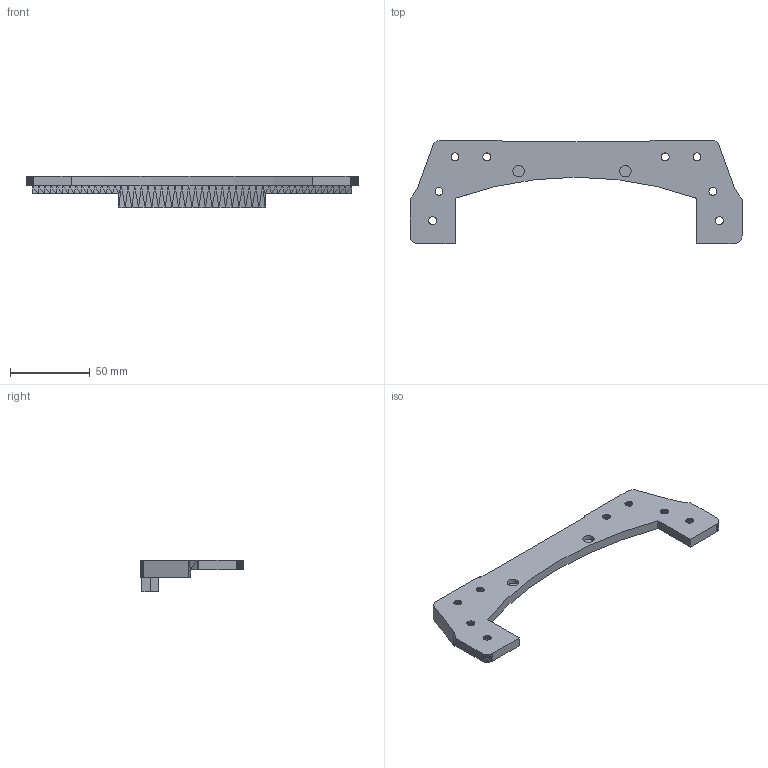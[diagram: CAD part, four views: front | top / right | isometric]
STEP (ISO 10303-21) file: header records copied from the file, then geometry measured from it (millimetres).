
FILE_DESCRIPTION((''),'2;1');
FILE_NAME('Taz Openbuild Y.stp','2016-02-03T23:09:45',('piercet'),(''),'Autodesk Inventor 2013','Autodesk Inventor 2013','');
FILE_SCHEMA(('AUTOMOTIVE_DESIGN { 1 0 10303 214 1 1 1 1 }'));
Length unit declared in the file: millimetre
Products named in the file (1): Taz Openbuild Y
Bounding box: 208.47 x 64.91 x 19.78 mm (x, y, z)
Volume: 59016.3 mm3; surface area: 22675.9 mm2
Topology: 1 solids, 1 shells, 619 faces, 1474 edges, 861 vertices
Faces by surface type: plane 614, cylinder 5
Full cylindrical faces by diameter (mm): 4 x2, 7.2 x2
Entity records: 17045 total; most frequent: CARTESIAN_POINT 2947, ORIENTED_EDGE 2936, DIRECTION 2718, EDGE_CURVE 1468, VECTOR 1458, LINE 1458, VERTEX_POINT 859, EDGE_LOOP 643
